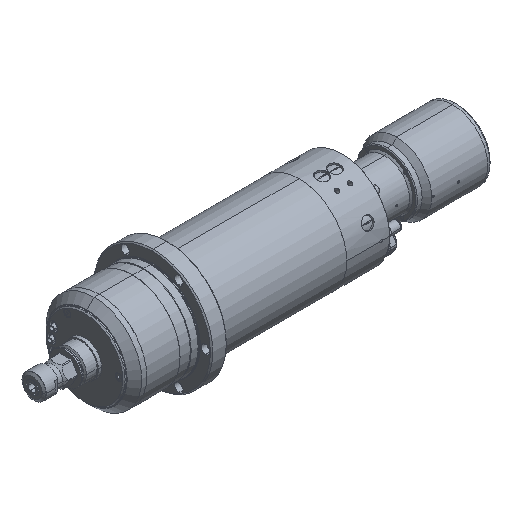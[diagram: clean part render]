
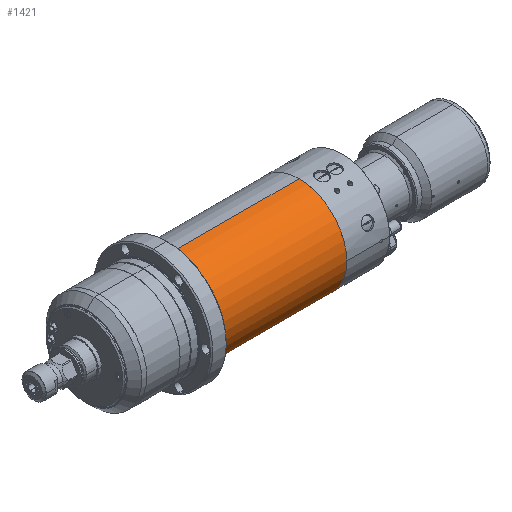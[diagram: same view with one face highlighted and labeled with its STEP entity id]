
A CAD part, isometric view. The second image highlights one B-rep face of the part: STEP entity #1421.
In plain terms, the highlighted cylindrical face has radius 60 mm (diameter 120 mm), a partial arc.
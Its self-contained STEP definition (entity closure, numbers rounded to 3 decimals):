
#939 = CARTESIAN_POINT ( 'NONE',  ( -167.25, 0., -60. ) ) ;
#1421 = ADVANCED_FACE ( 'NONE', ( #11214 ), #11263, .T. ) ;
#3816 = VECTOR ( 'NONE', #14622, 1000. ) ;
#3860 = LINE ( 'NONE', #14770, #3869 ) ;
#3869 = VECTOR ( 'NONE', #14771, 1000. ) ;
#3891 = LINE ( 'NONE', #14621, #3816 ) ;
#4246 = CIRCLE ( 'NONE', #8140, 60. ) ;
#4512 = VERTEX_POINT ( 'NONE', #939 ) ;
#4824 = VERTEX_POINT ( 'NONE', #26136 ) ;
#5213 = EDGE_LOOP ( 'NONE', ( #24601, #24599, #22750, #11153 ) ) ;
#8049 = AXIS2_PLACEMENT_3D ( 'NONE', #28235, #28236, #28237 ) ;
#8140 = AXIS2_PLACEMENT_3D ( 'NONE', #12843, #12844, #12845 ) ;
#8401 = AXIS2_PLACEMENT_3D ( 'NONE', #27203, #27189, #27181 ) ;
#9813 = EDGE_CURVE ( 'NONE', #4824, #23116, #13521, .T. ) ;
#10157 = EDGE_CURVE ( 'NONE', #23196, #4512, #4246, .T. ) ;
#10734 = EDGE_CURVE ( 'NONE', #23116, #23196, #3891, .T. ) ;
#10823 = EDGE_CURVE ( 'NONE', #4824, #4512, #3860, .T. ) ;
#11153 = ORIENTED_EDGE ( 'NONE', *, *, #10157, .T. ) ;
#11214 = FACE_OUTER_BOUND ( 'NONE', #5213, .T. ) ;
#11263 = CYLINDRICAL_SURFACE ( 'NONE', #8401, 60. ) ;
#12843 = CARTESIAN_POINT ( 'NONE',  ( -167.25, 0., 0. ) ) ;
#12844 = DIRECTION ( 'NONE',  ( 1., 0., 0. ) ) ;
#12845 = DIRECTION ( 'NONE',  ( 0., 0., -1. ) ) ;
#13521 = CIRCLE ( 'NONE', #8049, 60. ) ;
#14621 = CARTESIAN_POINT ( 'NONE',  ( -256., 0., 60. ) ) ;
#14622 = DIRECTION ( 'NONE',  ( -1., 0., 0. ) ) ;
#14770 = CARTESIAN_POINT ( 'NONE',  ( -256., 0., -60. ) ) ;
#14771 = DIRECTION ( 'NONE',  ( -1., 0., 0. ) ) ;
#18562 = CARTESIAN_POINT ( 'NONE',  ( -4., 0., 60. ) ) ;
#18602 = CARTESIAN_POINT ( 'NONE',  ( -167.25, 0., 60. ) ) ;
#22750 = ORIENTED_EDGE ( 'NONE', *, *, #10734, .T. ) ;
#23116 = VERTEX_POINT ( 'NONE', #18562 ) ;
#23196 = VERTEX_POINT ( 'NONE', #18602 ) ;
#24599 = ORIENTED_EDGE ( 'NONE', *, *, #9813, .T. ) ;
#24601 = ORIENTED_EDGE ( 'NONE', *, *, #10823, .F. ) ;
#26136 = CARTESIAN_POINT ( 'NONE',  ( -4., 0., -60. ) ) ;
#27181 = DIRECTION ( 'NONE',  ( 0., 0., 1. ) ) ;
#27189 = DIRECTION ( 'NONE',  ( -1., 0., 0. ) ) ;
#27203 = CARTESIAN_POINT ( 'NONE',  ( -256., 0., 0. ) ) ;
#28235 = CARTESIAN_POINT ( 'NONE',  ( -4., 0., 0. ) ) ;
#28236 = DIRECTION ( 'NONE',  ( -1., 0., 0. ) ) ;
#28237 = DIRECTION ( 'NONE',  ( 0., 0., 1. ) ) ;
